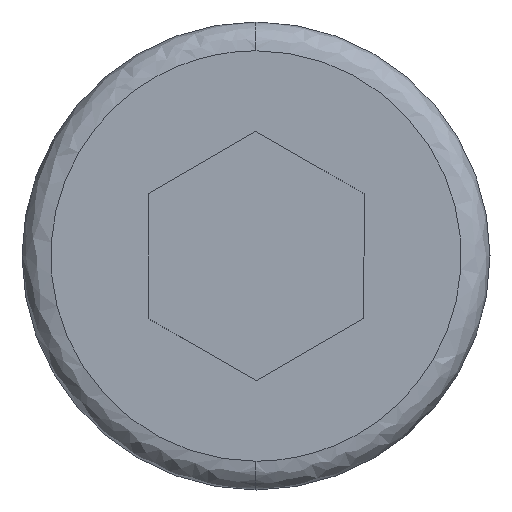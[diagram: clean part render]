
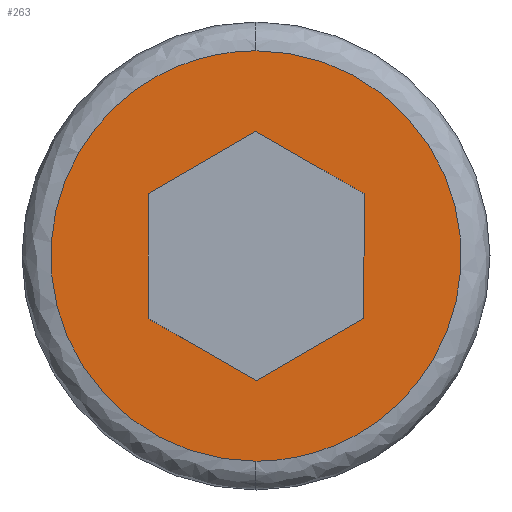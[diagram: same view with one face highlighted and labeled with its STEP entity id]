
A CAD part, left-side view. The second image highlights one B-rep face of the part: STEP entity #263.
In plain terms, the highlighted planar face has unit normal (-1, 0, 0).
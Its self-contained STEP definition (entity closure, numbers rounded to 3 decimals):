
#1 = VECTOR ( 'NONE', #72, 1000. ) ;
#4 = DIRECTION ( 'NONE',  ( 0., 0.866, 0.5 ) ) ;
#22 = DIRECTION ( 'NONE',  ( 0., 0.866, -0.5 ) ) ;
#23 = DIRECTION ( 'NONE',  ( 0., 0., 1. ) ) ;
#24 = CARTESIAN_POINT ( 'NONE',  ( -8., 0., -5.7 ) ) ;
#27 = CARTESIAN_POINT ( 'NONE',  ( -8., 0., -5.7 ) ) ;
#46 = VERTEX_POINT ( 'NONE', #108 ) ;
#47 = VERTEX_POINT ( 'NONE', #252 ) ;
#51 = DIRECTION ( 'NONE',  ( 0., 0., 1. ) ) ;
#55 = ORIENTED_EDGE ( 'NONE', *, *, #383, .F. ) ;
#60 = ORIENTED_EDGE ( 'NONE', *, *, #159, .F. ) ;
#61 = CARTESIAN_POINT ( 'NONE',  ( -8., 3., 1.732 ) ) ;
#67 = ORIENTED_EDGE ( 'NONE', *, *, #499, .T. ) ;
#70 = CARTESIAN_POINT ( 'NONE',  ( -8., 0., 3.464 ) ) ;
#72 = DIRECTION ( 'NONE',  ( 0., 0., -1. ) ) ;
#78 = ORIENTED_EDGE ( 'NONE', *, *, #295, .T. ) ;
#84 = VERTEX_POINT ( 'NONE', #342 ) ;
#86 = ORIENTED_EDGE ( 'NONE', *, *, #88, .T. ) ;
#88 = EDGE_CURVE ( 'NONE', #84, #473, #407, .T. ) ;
#108 = CARTESIAN_POINT ( 'NONE',  ( -8., -3., -1.732 ) ) ;
#116 = VERTEX_POINT ( 'NONE', #178 ) ;
#123 =( BOUNDED_CURVE ( )  B_SPLINE_CURVE ( 3, ( #310, #135, #431, #262 ),
 .UNSPECIFIED., .F., .F. ) 
 B_SPLINE_CURVE_WITH_KNOTS ( ( 4, 4 ),
 ( 0.75, 1.25 ),
 .UNSPECIFIED. ) 
 CURVE ( )  GEOMETRIC_REPRESENTATION_ITEM ( )  RATIONAL_B_SPLINE_CURVE ( ( 1., 0.333, 0.333, 1. ) ) 
 REPRESENTATION_ITEM ( '' )  );
#134 = VECTOR ( 'NONE', #402, 1000. ) ;
#135 = CARTESIAN_POINT ( 'NONE',  ( -8., -11.4, 5.7 ) ) ;
#140 = LINE ( 'NONE', #457, #442 ) ;
#151 = FACE_OUTER_BOUND ( 'NONE', #318, .T. ) ;
#154 = CARTESIAN_POINT ( 'NONE',  ( -8., 3., 0. ) ) ;
#159 = EDGE_CURVE ( 'NONE', #116, #427, #123, .T. ) ;
#178 = CARTESIAN_POINT ( 'NONE',  ( -8., 0., 5.7 ) ) ;
#187 = LINE ( 'NONE', #154, #541 ) ;
#194 = EDGE_LOOP ( 'NONE', ( #545, #86, #300, #78, #491, #67 ) ) ;
#218 = CARTESIAN_POINT ( 'NONE',  ( -8., 0., -3.464 ) ) ;
#236 = LINE ( 'NONE', #320, #1 ) ;
#242 = LINE ( 'NONE', #366, #419 ) ;
#252 = CARTESIAN_POINT ( 'NONE',  ( -8., 3., 1.732 ) ) ;
#261 = CARTESIAN_POINT ( 'NONE',  ( -8., 0., 5.7 ) ) ;
#262 = CARTESIAN_POINT ( 'NONE',  ( -8., 0., -5.7 ) ) ;
#263 = ADVANCED_FACE ( 'NONE', ( #528, #151 ), #396, .T. ) ;
#295 = EDGE_CURVE ( 'NONE', #47, #498, #434, .T. ) ;
#300 = ORIENTED_EDGE ( 'NONE', *, *, #450, .T. ) ;
#310 = CARTESIAN_POINT ( 'NONE',  ( -8., 0., 5.7 ) ) ;
#318 = EDGE_LOOP ( 'NONE', ( #55, #60 ) ) ;
#320 = CARTESIAN_POINT ( 'NONE',  ( -8., -3., 0. ) ) ;
#342 = CARTESIAN_POINT ( 'NONE',  ( -8., 0., -3.464 ) ) ;
#366 = CARTESIAN_POINT ( 'NONE',  ( -8., 0., 3.464 ) ) ;
#383 = EDGE_CURVE ( 'NONE', #427, #116, #493, .T. ) ;
#387 = VERTEX_POINT ( 'NONE', #389 ) ;
#389 = CARTESIAN_POINT ( 'NONE',  ( -8., -3., 1.732 ) ) ;
#396 = PLANE ( 'NONE',  #502 ) ;
#402 = DIRECTION ( 'NONE',  ( 0., -0.866, 0.5 ) ) ;
#406 = DIRECTION ( 'NONE',  ( 0., -0.866, -0.5 ) ) ;
#407 = LINE ( 'NONE', #218, #472 ) ;
#417 = CARTESIAN_POINT ( 'NONE',  ( -8., 11.4, -5.7 ) ) ;
#419 = VECTOR ( 'NONE', #406, 1000. ) ;
#427 = VERTEX_POINT ( 'NONE', #27 ) ;
#431 = CARTESIAN_POINT ( 'NONE',  ( -8., -11.4, -5.7 ) ) ;
#434 = LINE ( 'NONE', #61, #134 ) ;
#442 = VECTOR ( 'NONE', #22, 1000. ) ;
#446 = DIRECTION ( 'NONE',  ( -1., 0., 0. ) ) ;
#450 = EDGE_CURVE ( 'NONE', #473, #47, #187, .T. ) ;
#453 = EDGE_CURVE ( 'NONE', #498, #387, #242, .T. ) ;
#457 = CARTESIAN_POINT ( 'NONE',  ( -8., -3., -1.732 ) ) ;
#472 = VECTOR ( 'NONE', #4, 1000. ) ;
#473 = VERTEX_POINT ( 'NONE', #500 ) ;
#480 = CARTESIAN_POINT ( 'NONE',  ( -8., 11.4, 5.7 ) ) ;
#481 = EDGE_CURVE ( 'NONE', #46, #84, #140, .T. ) ;
#491 = ORIENTED_EDGE ( 'NONE', *, *, #453, .T. ) ;
#493 =( BOUNDED_CURVE ( )  B_SPLINE_CURVE ( 3, ( #24, #417, #480, #261 ),
 .UNSPECIFIED., .F., .F. ) 
 B_SPLINE_CURVE_WITH_KNOTS ( ( 4, 4 ),
 ( 0.25, 0.75 ),
 .UNSPECIFIED. ) 
 CURVE ( )  GEOMETRIC_REPRESENTATION_ITEM ( )  RATIONAL_B_SPLINE_CURVE ( ( 1., 0.333, 0.333, 1. ) ) 
 REPRESENTATION_ITEM ( '' )  );
#498 = VERTEX_POINT ( 'NONE', #70 ) ;
#499 = EDGE_CURVE ( 'NONE', #387, #46, #236, .T. ) ;
#500 = CARTESIAN_POINT ( 'NONE',  ( -8., 3., -1.732 ) ) ;
#502 = AXIS2_PLACEMENT_3D ( 'NONE', #535, #446, #51 ) ;
#528 = FACE_BOUND ( 'NONE', #194, .T. ) ;
#535 = CARTESIAN_POINT ( 'NONE',  ( -8., 4.982, 0. ) ) ;
#541 = VECTOR ( 'NONE', #23, 1000. ) ;
#545 = ORIENTED_EDGE ( 'NONE', *, *, #481, .T. ) ;
